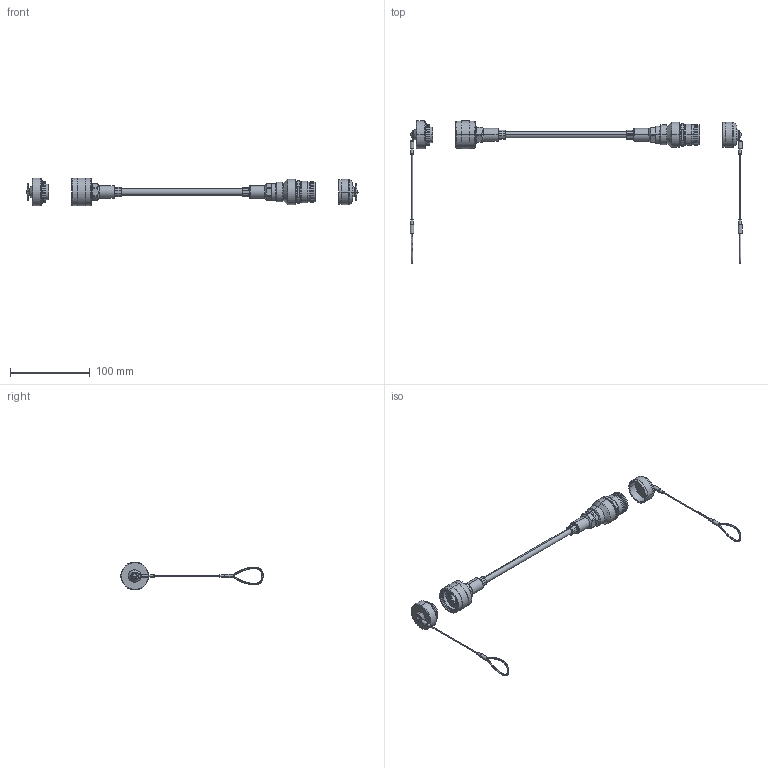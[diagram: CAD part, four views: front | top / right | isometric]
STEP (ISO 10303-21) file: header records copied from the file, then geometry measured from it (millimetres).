
FILE_DESCRIPTION (( 'STEP AP214' ), '1' );
FILE_NAME ('TRD8RG5.STEP', '2013-01-03T13:44:05', ( 'x' ), ( '' ), 'SwSTEP 2.0', 'SolidWorks 2012', '' );
FILE_SCHEMA (( 'AUTOMOTIVE_DESIGN' ));
Length unit declared in the file: inch
Products named in the file (22): ECRP5103UB0; ECRP5103UA0-MA8; ECRP5103UA0-MA7; ECRP5103UA0-MA6; ECRP5103UA0-MA5; ECRP5103UA0-MA4; ECRP5103UA0-MA3; ECRP5103UA0-MA2; ECRP5103UA0-MA1; ECRA4213UB0; ECRU4203U00; 3AB10-036-MA1; 3AB10-036; ECRA0213UB0; 3AB10-035-MA5; 3AB10-035-MA4; 3AB10-035-MA3; 3AB10-035-MA2; 3AB10-035-MA1; 3AB10-035; 1AL03-103; TRD8RG5
Assembly tree (21 placements, depth 4):
  TRD8RG5
    1AL03-103
    ECRA4213UB0
      ECRA0213UB0
        3AB10-035
        3AB10-035-MA1
        3AB10-035-MA2
        3AB10-035-MA3
        3AB10-035-MA4
        3AB10-035-MA5
      ECRU4203U00
        3AB10-036
        3AB10-036-MA1
    ECRP5103UB0
      ECRP5103UA0-MA1
      ECRP5103UA0-MA2
      ECRP5103UA0-MA3
      ECRP5103UA0-MA4
      ECRP5103UA0-MA5
      ECRP5103UA0-MA6
      ECRP5103UA0-MA7
      ECRP5103UA0-MA8
Bounding box: 416.2 x 178.49 x 35.05 mm (x, y, z)
Volume: 71985.4 mm3; surface area: 54306.2 mm2
Topology: 19 solids, 19 shells, 817 faces, 1845 edges, 1114 vertices
Faces by surface type: cylinder 254, cone 252, plane 251, torus 44, bspline 16
Entity records: 29102 total; most frequent: CARTESIAN_POINT 5892, DIRECTION 4183, ORIENTED_EDGE 3682, EDGE_CURVE 1841, AXIS2_PLACEMENT_3D 1657, VERTEX_POINT 1114, EDGE_LOOP 933, VECTOR 869
